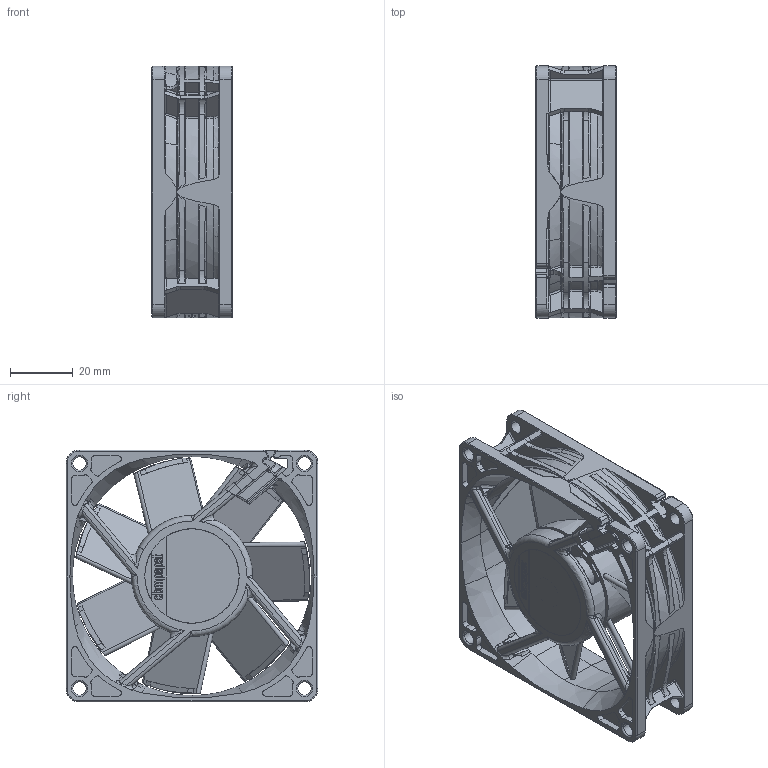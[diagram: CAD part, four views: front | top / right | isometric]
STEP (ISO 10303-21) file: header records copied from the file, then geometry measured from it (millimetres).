
FILE_DESCRIPTION(('CATIA V5 STEP Exchange'),'2;1');
FILE_NAME('845x.stp','2012-01-26T13:57:45+00:00',('none'),('none'),'CATIA Version 5 Release 19 SP 9 (IN-10)','CATIA V5 STEP AP214','none');
FILE_SCHEMA(('AUTOMOTIVE_DESIGN { 1 0 10303 214 1 1 1 1 }'));
Products named in the file (1): 9692530181_CPR_000_-_AllCATPart
Bounding box: 25.66 x 80 x 80 mm (x, y, z)
Volume: 37788.1 mm3; surface area: 44804.6 mm2
Topology: 3 solids, 12 shells, 2819 faces, 7691 edges, 4942 vertices
Faces by surface type: plane 1741, cylinder 518, bspline 359, torus 128, cone 61, extrusion 8, sphere 3, revolution 1
Entity records: 111654 total; most frequent: CARTESIAN_POINT 48750, ORIENTED_EDGE 15358, DIRECTION 9082, EDGE_CURVE 7679, VERTEX_POINT 4942, VECTOR 4015, LINE 4007, AXIS2_PLACEMENT_3D 3141
